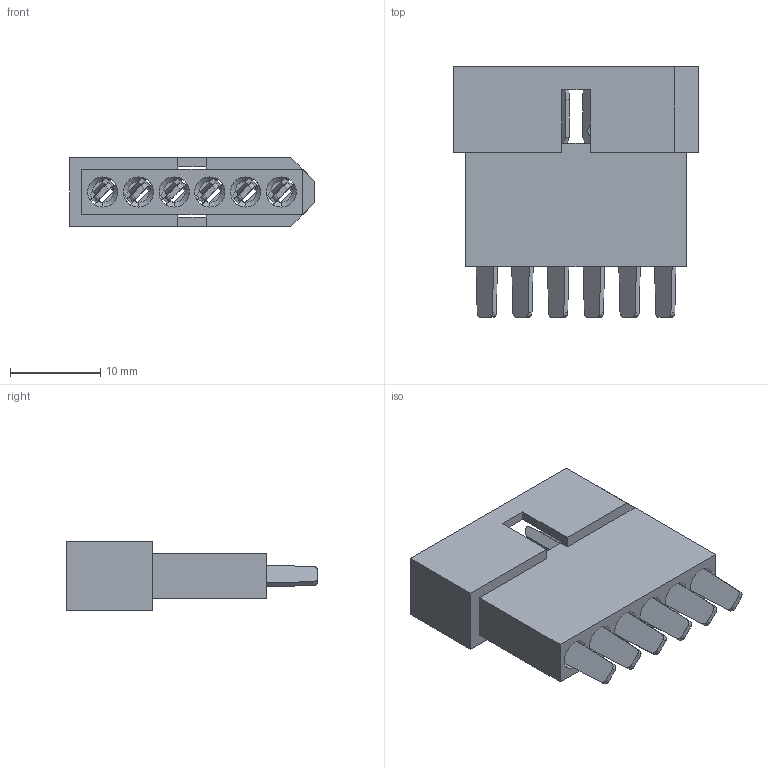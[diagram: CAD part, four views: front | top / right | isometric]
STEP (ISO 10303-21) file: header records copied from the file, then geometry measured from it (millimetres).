
FILE_DESCRIPTION (( 'STEP AP203' ), '1' );
FILE_NAME ('556-006-501-201.STEP', '2020-03-13T15:12:12', ( '' ), ( '' ), 'SwSTEP 2.0', 'SolidWorks 2016', '' );
FILE_SCHEMA (( 'CONFIG_CONTROL_DESIGN' ));
Length unit declared in the file: millimetre
Products named in the file (3): 556-210-001_556-006-000-201; 516-292-001_501 Contact; 556-006-501-201
Assembly tree (7 placements, depth 2):
  556-006-501-201
    556-210-001_556-006-000-201
    516-292-001_501 Contact  x6
Bounding box: 27.13 x 27.82 x 7.62 mm (x, y, z)
Volume: 1920 mm3; surface area: 4189.2 mm2
Topology: 7 solids, 7 shells, 617 faces, 1790 edges, 1184 vertices
Faces by surface type: plane 383, cylinder 186, bspline 36, cone 12
Entity records: 9226 total; most frequent: CARTESIAN_POINT 2012, ORIENTED_EDGE 1500, DIRECTION 1328, EDGE_CURVE 750, VERTEX_POINT 494, LINE 482, VECTOR 482, AXIS2_PLACEMENT_3D 423
